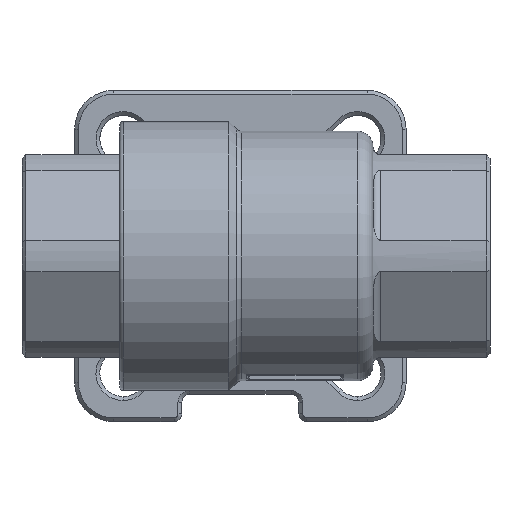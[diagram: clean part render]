
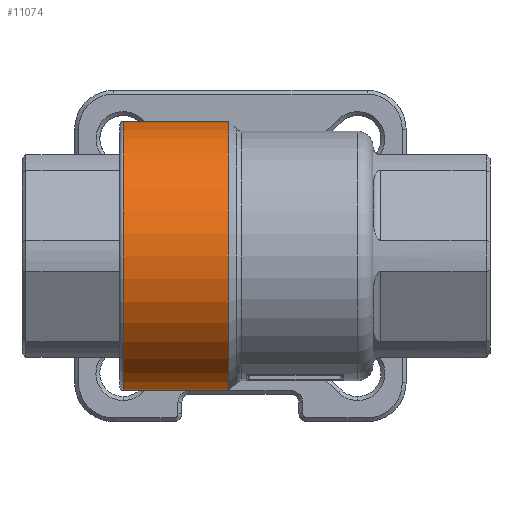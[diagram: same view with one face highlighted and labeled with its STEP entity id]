
A CAD part, front view. The second image highlights one B-rep face of the part: STEP entity #11074.
In plain terms, the highlighted cylindrical face has radius 17.25 mm (diameter 34.5 mm), a partial arc.
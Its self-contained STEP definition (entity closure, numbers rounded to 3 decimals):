
#313 = VERTEX_POINT ( 'NONE', #58003 ) ;
#679 = VERTEX_POINT ( 'NONE', #30189 ) ;
#1874 = AXIS2_PLACEMENT_3D ( 'NONE', #16435, #22462, #28496 ) ;
#2037 = EDGE_CURVE ( 'NONE', #76205, #679, #39597, .T. ) ;
#8095 = DIRECTION ( 'NONE',  ( 0., 0., 1. ) ) ;
#10486 = DIRECTION ( 'NONE',  ( 0., 0., 1. ) ) ;
#11074 = ADVANCED_FACE ( 'NONE', ( #43448 ), #44235, .T. ) ;
#12555 = ORIENTED_EDGE ( 'NONE', *, *, #2037, .F. ) ;
#16435 = CARTESIAN_POINT ( 'NONE',  ( -17., 0., 0. ) ) ;
#17817 = EDGE_CURVE ( 'NONE', #313, #679, #22416, .T. ) ;
#18482 = CARTESIAN_POINT ( 'NONE',  ( -3.5, 0., 0. ) ) ;
#20765 = CIRCLE ( 'NONE', #72014, 17.25 ) ;
#21619 = CARTESIAN_POINT ( 'NONE',  ( -3.5, 0., 17.25 ) ) ;
#22416 = CIRCLE ( 'NONE', #1874, 17.25 ) ;
#22462 = DIRECTION ( 'NONE',  ( 1., 0., 0. ) ) ;
#24995 = CARTESIAN_POINT ( 'NONE',  ( 0., 0., 0. ) ) ;
#24996 = AXIS2_PLACEMENT_3D ( 'NONE', #24995, #38624, #8095 ) ;
#28344 = DIRECTION ( 'NONE',  ( -1., 0., 0. ) ) ;
#28496 = DIRECTION ( 'NONE',  ( 0., 0., -1. ) ) ;
#28649 = VERTEX_POINT ( 'NONE', #21619 ) ;
#29936 = EDGE_CURVE ( 'NONE', #76205, #28649, #20765, .T. ) ;
#30189 = CARTESIAN_POINT ( 'NONE',  ( -17., 0., -17.25 ) ) ;
#30277 = LINE ( 'NONE', #36298, #60271 ) ;
#33694 = CARTESIAN_POINT ( 'NONE',  ( -3.5, 0., -17.25 ) ) ;
#34275 = EDGE_CURVE ( 'NONE', #28649, #313, #30277, .T. ) ;
#36298 = CARTESIAN_POINT ( 'NONE',  ( 0., 0., 17.25 ) ) ;
#37872 = DIRECTION ( 'NONE',  ( -1., 0., 0. ) ) ;
#38624 = DIRECTION ( 'NONE',  ( -1., 0., 0. ) ) ;
#39597 = LINE ( 'NONE', #45211, #76156 ) ;
#42971 = DIRECTION ( 'NONE',  ( -1., 0., 0. ) ) ;
#43448 = FACE_OUTER_BOUND ( 'NONE', #47238, .T. ) ;
#44235 = CYLINDRICAL_SURFACE ( 'NONE', #24996, 17.25 ) ;
#45211 = CARTESIAN_POINT ( 'NONE',  ( 0., 0., -17.25 ) ) ;
#47238 = EDGE_LOOP ( 'NONE', ( #12555, #50444, #51712, #72484 ) ) ;
#50444 = ORIENTED_EDGE ( 'NONE', *, *, #29936, .T. ) ;
#51712 = ORIENTED_EDGE ( 'NONE', *, *, #34275, .T. ) ;
#58003 = CARTESIAN_POINT ( 'NONE',  ( -17., 0., 17.25 ) ) ;
#60271 = VECTOR ( 'NONE', #37872, 1000. ) ;
#72014 = AXIS2_PLACEMENT_3D ( 'NONE', #18482, #42971, #10486 ) ;
#72484 = ORIENTED_EDGE ( 'NONE', *, *, #17817, .T. ) ;
#76156 = VECTOR ( 'NONE', #28344, 1000. ) ;
#76205 = VERTEX_POINT ( 'NONE', #33694 ) ;
